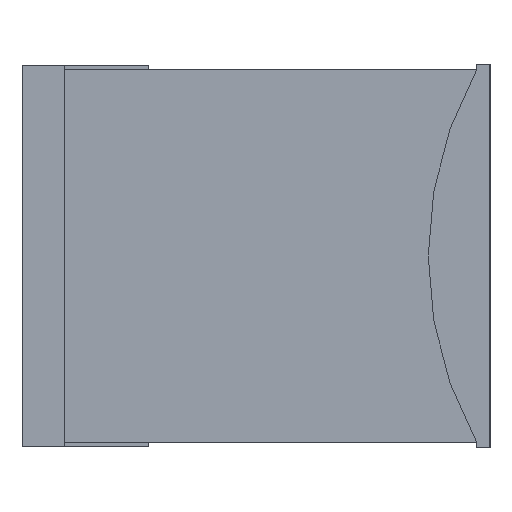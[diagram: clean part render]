
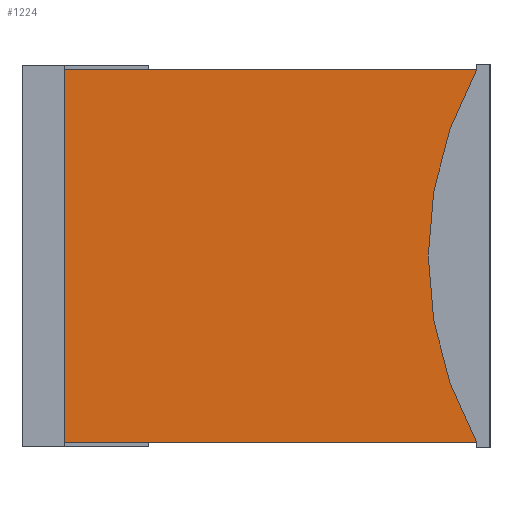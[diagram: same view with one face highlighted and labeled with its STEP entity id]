
A CAD part, left-side view. The second image highlights one B-rep face of the part: STEP entity #1224.
In plain terms, the highlighted planar face has unit normal (-1, 0, 0).
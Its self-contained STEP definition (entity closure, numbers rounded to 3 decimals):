
#48 = EDGE_CURVE ( 'NONE', #876, #1366, #2590, .T. ) ;
#208 = ORIENTED_EDGE ( 'NONE', *, *, #1067, .F. ) ;
#270 = VERTEX_POINT ( 'NONE', #1811 ) ;
#345 = ORIENTED_EDGE ( 'NONE', *, *, #1737, .T. ) ;
#550 = VECTOR ( 'NONE', #1933, 1000. ) ;
#743 = LINE ( 'NONE', #990, #1211 ) ;
#783 = CARTESIAN_POINT ( 'NONE',  ( -0.8, 0.81, -0.355 ) ) ;
#795 = DIRECTION ( 'NONE',  ( 0., 0., -1. ) ) ;
#812 = DIRECTION ( 'NONE',  ( 1., 0., 0. ) ) ;
#836 = EDGE_CURVE ( 'NONE', #270, #2526, #2089, .T. ) ;
#876 = VERTEX_POINT ( 'NONE', #783 ) ;
#965 = AXIS2_PLACEMENT_3D ( 'NONE', #2446, #812, #795 ) ;
#990 = CARTESIAN_POINT ( 'NONE',  ( -0.8, 0.81, -0.355 ) ) ;
#1048 = ORIENTED_EDGE ( 'NONE', *, *, #48, .F. ) ;
#1067 = EDGE_CURVE ( 'NONE', #1366, #270, #2196, .T. ) ;
#1184 = CARTESIAN_POINT ( 'NONE',  ( -0.8, 0.025, -0.355 ) ) ;
#1211 = VECTOR ( 'NONE', #1346, 1000. ) ;
#1224 = ADVANCED_FACE ( 'NONE', ( #2627 ), #1998, .F. ) ;
#1346 = DIRECTION ( 'NONE',  ( 0., -1., 0. ) ) ;
#1366 = VERTEX_POINT ( 'NONE', #1875 ) ;
#1737 = EDGE_CURVE ( 'NONE', #876, #2526, #743, .T. ) ;
#1811 = CARTESIAN_POINT ( 'NONE',  ( -0.8, 0.025, 0.355 ) ) ;
#1875 = CARTESIAN_POINT ( 'NONE',  ( -0.8, 0.81, 0.355 ) ) ;
#1883 = AXIS2_PLACEMENT_3D ( 'NONE', #2423, #2404, #2215 ) ;
#1933 = DIRECTION ( 'NONE',  ( 0., -1., 0. ) ) ;
#1979 = CARTESIAN_POINT ( 'NONE',  ( -0.8, 0.81, 0.355 ) ) ;
#1998 = PLANE ( 'NONE',  #965 ) ;
#2089 = CIRCLE ( 'NONE', #1883, 0.728 ) ;
#2196 = LINE ( 'NONE', #1979, #550 ) ;
#2215 = DIRECTION ( 'NONE',  ( 0., 0., -1. ) ) ;
#2251 = ORIENTED_EDGE ( 'NONE', *, *, #836, .F. ) ;
#2290 = EDGE_LOOP ( 'NONE', ( #2251, #208, #1048, #345 ) ) ;
#2376 = CARTESIAN_POINT ( 'NONE',  ( -0.8, 0.81, -0.355 ) ) ;
#2404 = DIRECTION ( 'NONE',  ( -1., 0., 0. ) ) ;
#2423 = CARTESIAN_POINT ( 'NONE',  ( -0.8, -0.611, 0. ) ) ;
#2446 = CARTESIAN_POINT ( 'NONE',  ( -0.8, 0.81, -0.355 ) ) ;
#2507 = VECTOR ( 'NONE', #2604, 1000. ) ;
#2526 = VERTEX_POINT ( 'NONE', #1184 ) ;
#2590 = LINE ( 'NONE', #2376, #2507 ) ;
#2604 = DIRECTION ( 'NONE',  ( 0., 0., 1. ) ) ;
#2627 = FACE_OUTER_BOUND ( 'NONE', #2290, .T. ) ;
